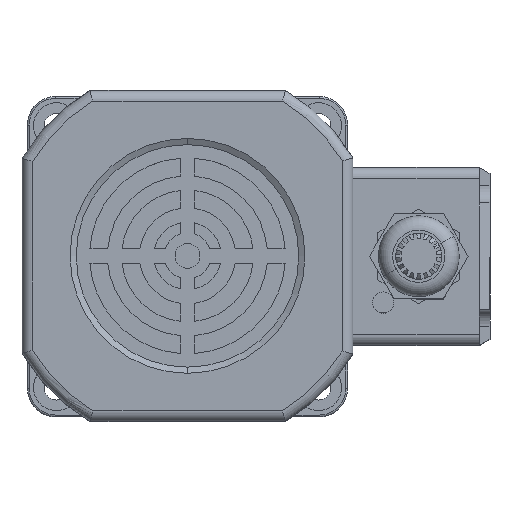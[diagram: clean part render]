
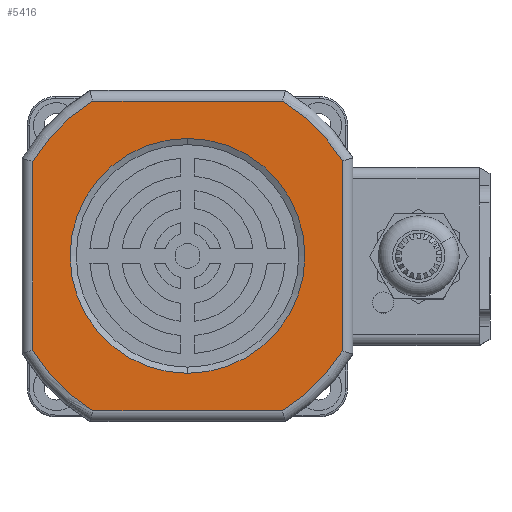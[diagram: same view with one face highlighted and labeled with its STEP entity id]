
A CAD part, top view. The second image highlights one B-rep face of the part: STEP entity #5416.
In plain terms, the highlighted face is planar.
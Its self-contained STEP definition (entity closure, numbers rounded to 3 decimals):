
#390 = CARTESIAN_POINT ( 'NONE',  ( 26.673, 0., 43.5 ) ) ;
#442 = CARTESIAN_POINT ( 'NONE',  ( -43.5, 0., 0. ) ) ;
#683 = DIRECTION ( 'NONE',  ( 0., 0., 1. ) ) ;
#702 = ORIENTED_EDGE ( 'NONE', *, *, #21366, .T. ) ;
#1045 = DIRECTION ( 'NONE',  ( 0., -1., 0. ) ) ;
#1940 = CIRCLE ( 'NONE', #6621, 33. ) ;
#2229 = VERTEX_POINT ( 'NONE', #14773 ) ;
#2573 = CIRCLE ( 'NONE', #6737, 51. ) ;
#3190 = VERTEX_POINT ( 'NONE', #12891 ) ;
#3848 = CIRCLE ( 'NONE', #6690, 51. ) ;
#4040 = CARTESIAN_POINT ( 'NONE',  ( 43.5, 0., -26.705 ) ) ;
#4088 = FACE_OUTER_BOUND ( 'NONE', #20136, .T. ) ;
#4142 = FACE_BOUND ( 'NONE', #24534, .T. ) ;
#4629 = DIRECTION ( 'NONE',  ( 1., 0., 0. ) ) ;
#4885 = CARTESIAN_POINT ( 'NONE',  ( 0.05, 0., 0. ) ) ;
#5054 = DIRECTION ( 'NONE',  ( 0., -1., 0. ) ) ;
#5416 = ADVANCED_FACE ( 'NONE', ( #4088, #4142 ), #14960, .F. ) ;
#5448 = AXIS2_PLACEMENT_3D ( 'NONE', #9379, #22596, #11242 ) ;
#6621 = AXIS2_PLACEMENT_3D ( 'NONE', #12816, #1045, #14717 ) ;
#6661 = AXIS2_PLACEMENT_3D ( 'NONE', #16519, #5054, #18392 ) ;
#6690 = AXIS2_PLACEMENT_3D ( 'NONE', #4885, #18237, #6910 ) ;
#6695 = CIRCLE ( 'NONE', #6661, 51. ) ;
#6736 = DIRECTION ( 'NONE',  ( 0., 0., 1. ) ) ;
#6737 = AXIS2_PLACEMENT_3D ( 'NONE', #23889, #12503, #683 ) ;
#6816 = AXIS2_PLACEMENT_3D ( 'NONE', #19916, #8664, #21882 ) ;
#6910 = DIRECTION ( 'NONE',  ( 0., 0., 1. ) ) ;
#7049 = CIRCLE ( 'NONE', #11497, 33. ) ;
#7247 = VERTEX_POINT ( 'NONE', #20247 ) ;
#7326 = LINE ( 'NONE', #16358, #21885 ) ;
#8664 = DIRECTION ( 'NONE',  ( 0., -1., 0. ) ) ;
#9161 = LINE ( 'NONE', #17924, #13562 ) ;
#9379 = CARTESIAN_POINT ( 'NONE',  ( 0.05, 0., 0. ) ) ;
#9743 = ORIENTED_EDGE ( 'NONE', *, *, #21325, .T. ) ;
#9816 = CARTESIAN_POINT ( 'NONE',  ( -26.572, 0., -43.5 ) ) ;
#10333 = ORIENTED_EDGE ( 'NONE', *, *, #21283, .T. ) ;
#10559 = DIRECTION ( 'NONE',  ( 0., -1., 0. ) ) ;
#10627 = CARTESIAN_POINT ( 'NONE',  ( 43.5, 0., 0. ) ) ;
#10939 = VERTEX_POINT ( 'NONE', #14876 ) ;
#11242 = DIRECTION ( 'NONE',  ( 0., 0., 1. ) ) ;
#11308 = ORIENTED_EDGE ( 'NONE', *, *, #21401, .T. ) ;
#11497 = AXIS2_PLACEMENT_3D ( 'NONE', #21892, #10559, #23817 ) ;
#11594 = CARTESIAN_POINT ( 'NONE',  ( 43.5, 0., 26.705 ) ) ;
#12503 = DIRECTION ( 'NONE',  ( 0., -1., 0. ) ) ;
#12816 = CARTESIAN_POINT ( 'NONE',  ( 0., 0., 0. ) ) ;
#12891 = CARTESIAN_POINT ( 'NONE',  ( -26.572, 0., 43.5 ) ) ;
#12962 = VECTOR ( 'NONE', #6736, 1000. ) ;
#13047 = ORIENTED_EDGE ( 'NONE', *, *, #21284, .T. ) ;
#13562 = VECTOR ( 'NONE', #4629, 1000. ) ;
#13832 = ORIENTED_EDGE ( 'NONE', *, *, #21430, .F. ) ;
#14717 = DIRECTION ( 'NONE',  ( 0., 0., -1. ) ) ;
#14773 = CARTESIAN_POINT ( 'NONE',  ( -43.5, 0., -26.54 ) ) ;
#14876 = CARTESIAN_POINT ( 'NONE',  ( -43.5, 0., 26.54 ) ) ;
#14960 = PLANE ( 'NONE',  #5448 ) ;
#16220 = VERTEX_POINT ( 'NONE', #11594 ) ;
#16358 = CARTESIAN_POINT ( 'NONE',  ( 0.05, 0., 43.5 ) ) ;
#16519 = CARTESIAN_POINT ( 'NONE',  ( 0.05, 0., 0. ) ) ;
#16652 = ORIENTED_EDGE ( 'NONE', *, *, #21358, .T. ) ;
#17180 = VERTEX_POINT ( 'NONE', #390 ) ;
#17924 = CARTESIAN_POINT ( 'NONE',  ( 0.05, 0., -43.5 ) ) ;
#17967 = LINE ( 'NONE', #10627, #12962 ) ;
#18237 = DIRECTION ( 'NONE',  ( 0., -1., 0. ) ) ;
#18392 = DIRECTION ( 'NONE',  ( 0., 0., 1. ) ) ;
#18553 = EDGE_CURVE ( 'NONE', #7247, #23077, #7049, .T. ) ;
#19158 = LINE ( 'NONE', #442, #24277 ) ;
#19758 = DIRECTION ( 'NONE',  ( 0., 0., -1. ) ) ;
#19916 = CARTESIAN_POINT ( 'NONE',  ( 0.05, 0., 0. ) ) ;
#19961 = CARTESIAN_POINT ( 'NONE',  ( 26.673, 0., -43.5 ) ) ;
#20080 = DIRECTION ( 'NONE',  ( -1., 0., 0. ) ) ;
#20119 = ORIENTED_EDGE ( 'NONE', *, *, #21322, .T. ) ;
#20136 = EDGE_LOOP ( 'NONE', ( #24952, #10333, #13047, #20119, #9743, #16652, #702, #11308 ) ) ;
#20144 = VERTEX_POINT ( 'NONE', #19961 ) ;
#20247 = CARTESIAN_POINT ( 'NONE',  ( 0., 0., 33. ) ) ;
#21002 = ORIENTED_EDGE ( 'NONE', *, *, #18553, .F. ) ;
#21253 = EDGE_CURVE ( 'NONE', #10939, #2229, #19158, .T. ) ;
#21283 = EDGE_CURVE ( 'NONE', #2229, #24777, #23689, .T. ) ;
#21284 = EDGE_CURVE ( 'NONE', #24777, #20144, #9161, .T. ) ;
#21322 = EDGE_CURVE ( 'NONE', #20144, #25078, #2573, .T. ) ;
#21325 = EDGE_CURVE ( 'NONE', #25078, #16220, #17967, .T. ) ;
#21358 = EDGE_CURVE ( 'NONE', #16220, #17180, #3848, .T. ) ;
#21366 = EDGE_CURVE ( 'NONE', #17180, #3190, #7326, .T. ) ;
#21401 = EDGE_CURVE ( 'NONE', #3190, #10939, #6695, .T. ) ;
#21430 = EDGE_CURVE ( 'NONE', #23077, #7247, #1940, .T. ) ;
#21882 = DIRECTION ( 'NONE',  ( 0., 0., 1. ) ) ;
#21885 = VECTOR ( 'NONE', #20080, 1000. ) ;
#21892 = CARTESIAN_POINT ( 'NONE',  ( 0., 0., 0. ) ) ;
#22551 = CARTESIAN_POINT ( 'NONE',  ( 0., 0., -33. ) ) ;
#22596 = DIRECTION ( 'NONE',  ( 0., 1., 0. ) ) ;
#23077 = VERTEX_POINT ( 'NONE', #22551 ) ;
#23689 = CIRCLE ( 'NONE', #6816, 51. ) ;
#23817 = DIRECTION ( 'NONE',  ( 0., 0., -1. ) ) ;
#23889 = CARTESIAN_POINT ( 'NONE',  ( 0.05, 0., 0. ) ) ;
#24277 = VECTOR ( 'NONE', #19758, 1000. ) ;
#24534 = EDGE_LOOP ( 'NONE', ( #13832, #21002 ) ) ;
#24777 = VERTEX_POINT ( 'NONE', #9816 ) ;
#24952 = ORIENTED_EDGE ( 'NONE', *, *, #21253, .T. ) ;
#25078 = VERTEX_POINT ( 'NONE', #4040 ) ;
